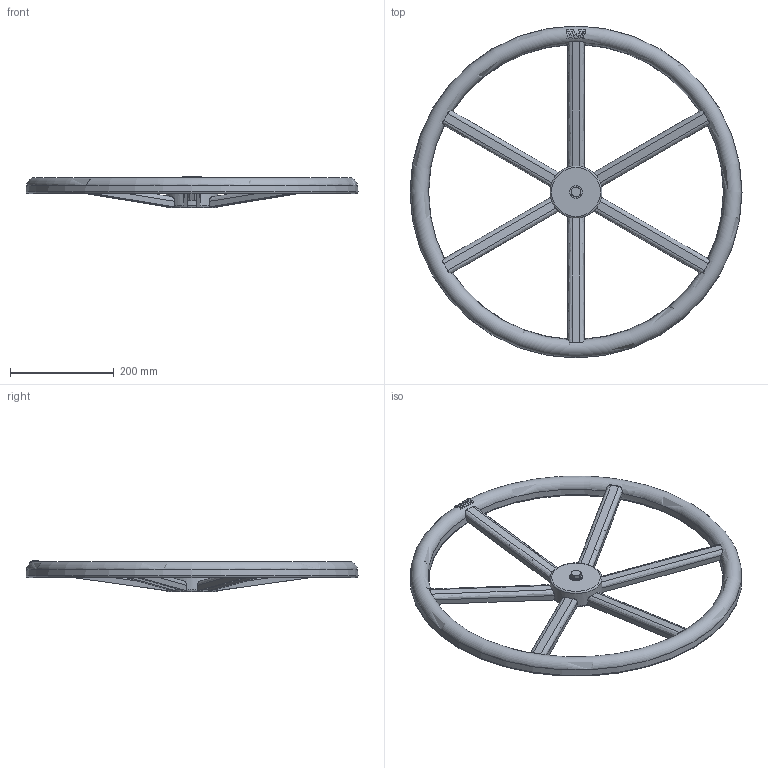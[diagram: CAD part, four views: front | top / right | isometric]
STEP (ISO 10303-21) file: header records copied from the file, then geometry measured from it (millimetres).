
FILE_DESCRIPTION (( 'STEP AP203' ), '1' );
FILE_NAME ('O_08_A_DN350-500_AA0_step.step', '2016-09-28T08:54:41', ( 'Windows User' ), ( 'AVK' ), 'SwSTEP 2.0', 'SolidWorks 2012', '' );
FILE_SCHEMA (( 'CONFIG_CONTROL_DESIGN' ));
Length unit declared in the file: millimetre
Products named in the file (1): O_08_A_DN350-500_AA0_step
Bounding box: 640 x 640 x 59.82 mm (x, y, z)
Volume: 1681232.9 mm3; surface area: 464180.4 mm2
Topology: 1 solids, 1 shells, 207 faces, 614 edges, 403 vertices
Faces by surface type: plane 118, bspline 38, torus 22, cone 20, cylinder 9
Full cylindrical faces by diameter (mm): 18 x1, 24 x1, 100 x1
Entity records: 9428 total; most frequent: CARTESIAN_POINT 4627, ORIENTED_EDGE 1194, DIRECTION 711, EDGE_CURVE 597, VERTEX_POINT 398, B_SPLINE_CURVE_WITH_KNOTS 276, AXIS2_PLACEMENT_3D 268, EDGE_LOOP 225
